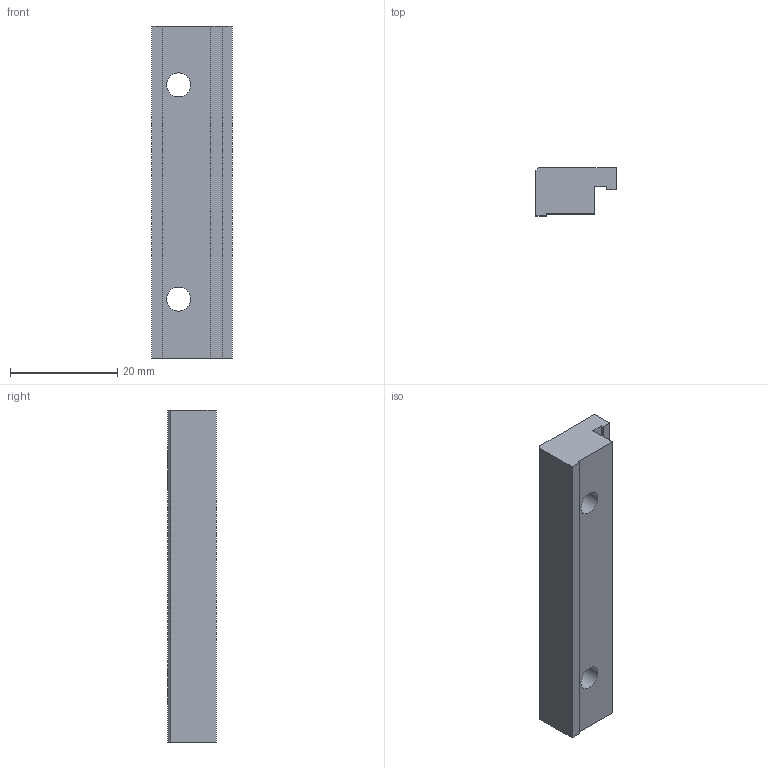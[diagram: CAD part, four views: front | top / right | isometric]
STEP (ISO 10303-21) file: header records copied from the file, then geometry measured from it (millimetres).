
FILE_DESCRIPTION(/* description */ (''),/* implementation_level */ '2;1');
FILE_NAME(/* name */ 'CAD_48636.stp',/* time_stamp */ '2016-04-09T10:08:20+02:00',/* author */ ('Hypex'),/* organization */ ('Hypex'),/* preprocessor_version */ 'ST-DEVELOPER v16.1',/* originating_system */ 'Autodesk Inventor 2016',/* authorisation */ '');
FILE_SCHEMA (('AUTOMOTIVE_DESIGN { 1 0 10303 214 3 1 1 }'));
Length unit declared in the file: millimetre
Products named in the file (1): CAD_48636
Bounding box: 15 x 9 x 62 mm (x, y, z)
Volume: 6248 mm3; surface area: 3518.7 mm2
Topology: 1 solids, 1 shells, 19 faces, 45 edges, 30 vertices
Faces by surface type: plane 15, cylinder 4
Full cylindrical faces by diameter (mm): 4.5 x2, 8 x2
Entity records: 559 total; most frequent: CARTESIAN_POINT 91, DIRECTION 89, ORIENTED_EDGE 82, EDGE_CURVE 41, LINE 33, VECTOR 33, VERTEX_POINT 30, EDGE_LOOP 29
